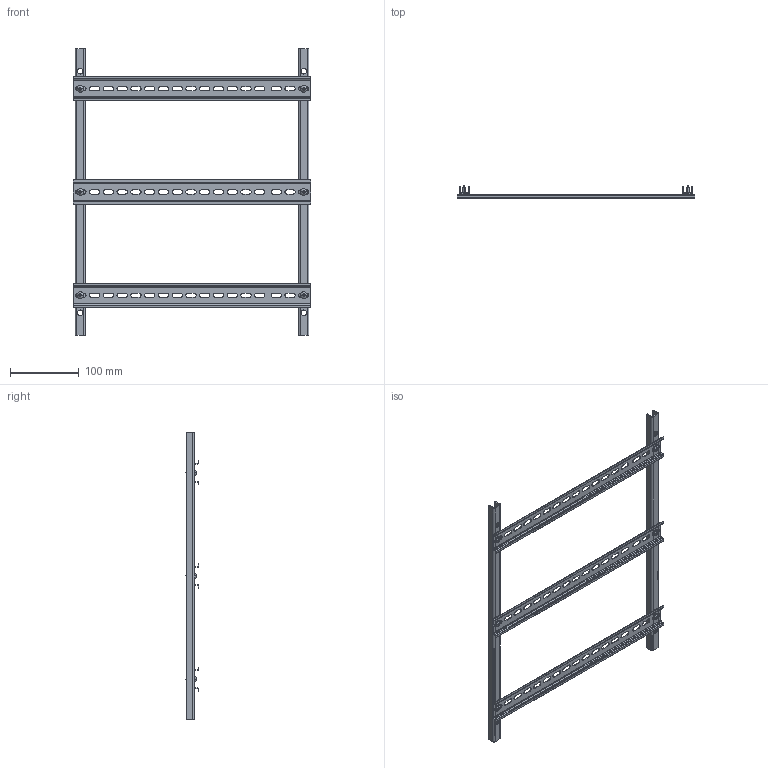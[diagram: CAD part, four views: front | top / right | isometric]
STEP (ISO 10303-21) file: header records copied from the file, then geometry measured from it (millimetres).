
FILE_DESCRIPTION (( 'STEP AP214' ), '1' );
FILE_NAME ('mb65-2r.STEP', '2022-02-06T19:54:27', ( '' ), ( '' ), 'SwSTEP 2.0', 'SolidWorks 2021', '' );
FILE_SCHEMA (( 'AUTOMOTIVE_DESIGN' ));
Length unit declared in the file: millimetre
Products named in the file (4): mb65-2r; ÌÈ-939.07.00.001 Ðåéêà âåðòèêàëüíàÿ; Din-ðåéêà 40; cross ph tapping 968_din_Screw DIN 968-ST4.2x13-C-H-N
Assembly tree (11 placements, depth 2):
  mb65-2r
    ÌÈ-939.07.00.001 Ðåéêà âåðòèêàëüíàÿ  x2
    Din-ðåéêà 40  x3
    cross ph tapping 968_din_Screw DIN 968-ST4.2x13-C-H-N  x6
Bounding box: 345 x 19.5 x 416 mm (x, y, z)
Volume: 76585.1 mm3; surface area: 147215 mm2
Topology: 11 solids, 11 shells, 595 faces, 1561 edges, 988 vertices
Faces by surface type: plane 318, cylinder 253, cone 12, sphere 12
Entity records: 5875 total; most frequent: DIRECTION 1029, CARTESIAN_POINT 1000, ORIENTED_EDGE 946, EDGE_CURVE 473, AXIS2_PLACEMENT_3D 368, VERTEX_POINT 299, LINE 293, VECTOR 293
